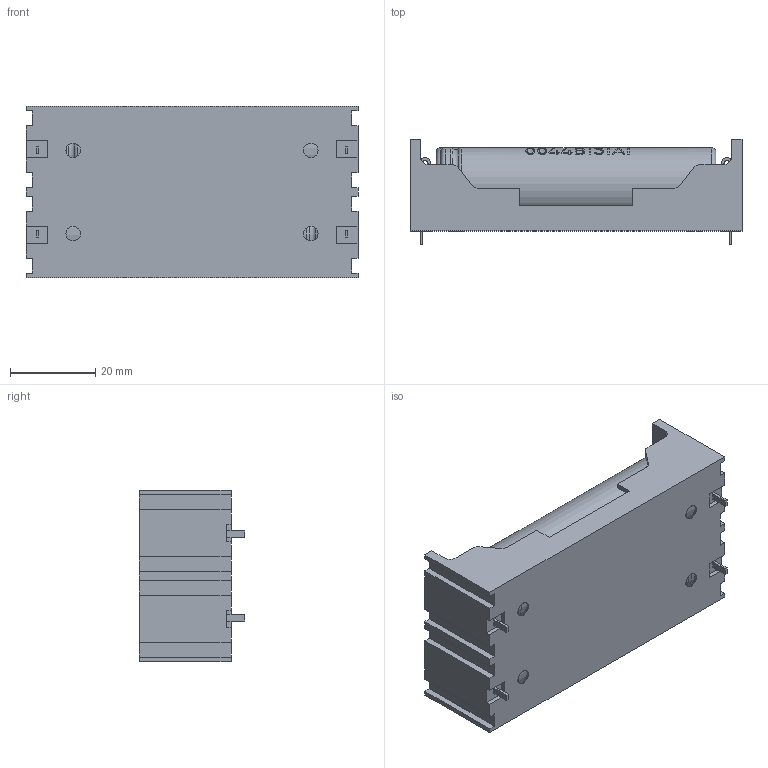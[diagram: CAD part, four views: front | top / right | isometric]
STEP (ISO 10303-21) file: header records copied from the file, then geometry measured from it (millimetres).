
FILE_DESCRIPTION(/* description */ ('18650 battery holder'),/* implementation_level */ '2;1');
FILE_NAME(/* name */ 'Battery Holder ASSY V2.stp',/* time_stamp */ '2020-01-07T13:27:40-04:00',/* author */ ('Arsenii'),/* organization */ (''),/* preprocessor_version */ 'ST-DEVELOPER v16.1',/* originating_system */ 'Autodesk Inventor 2016',/* authorisation */ '');
FILE_SCHEMA (('AUTOMOTIVE_DESIGN { 1 0 10303 214 3 1 1 }'));
Length unit declared in the file: millimetre
Products named in the file (3): Battery Holder; 18650 Battery; Battery Holder ASSY V2
Assembly tree (3 placements, depth 2):
  Battery Holder ASSY V2
    Battery Holder
    18650 Battery  x2
Bounding box: 77.7 x 24.7 x 40.2 mm (x, y, z)
Volume: 42430.6 mm3; surface area: 23966.3 mm2
Topology: 3 solids, 3 shells, 980 faces, 2692 edges, 1784 vertices
Faces by surface type: bspline 488, plane 338, cylinder 136, torus 12, cone 6
Full cylindrical faces by diameter (mm): 3.4 x4, 12.4 x2, 15 x2, 18 x4
Entity records: 23759 total; most frequent: CARTESIAN_POINT 10132, ORIENTED_EDGE 3132, DIRECTION 1922, EDGE_CURVE 1566, VERTEX_POINT 1050, LINE 860, VECTOR 860, EDGE_LOOP 644
